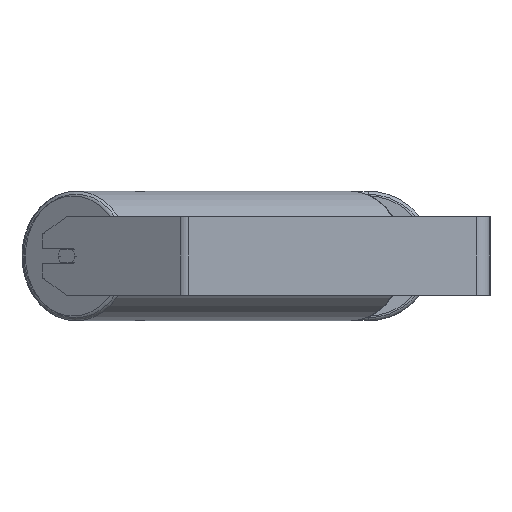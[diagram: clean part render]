
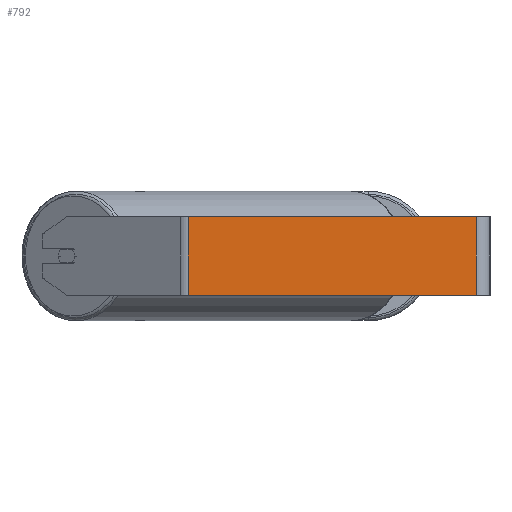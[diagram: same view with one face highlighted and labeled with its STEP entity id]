
A CAD part, left-side view. The second image highlights one B-rep face of the part: STEP entity #792.
In plain terms, the highlighted planar face has unit normal (-1, 0, 0).
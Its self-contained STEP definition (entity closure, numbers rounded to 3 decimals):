
#364 = EDGE_CURVE ( 'NONE', #4155, #6828, #6557, .T. ) ;
#487 = PLANE ( 'NONE',  #6249 ) ;
#792 = ADVANCED_FACE ( 'NONE', ( #7886 ), #487, .F. ) ;
#961 = LINE ( 'NONE', #7055, #7248 ) ;
#1024 = CARTESIAN_POINT ( 'NONE',  ( -800., 309.495, 40. ) ) ;
#1464 = EDGE_CURVE ( 'NONE', #4146, #2532, #961, .T. ) ;
#1672 = DIRECTION ( 'NONE',  ( 0., -1., 0. ) ) ;
#2108 = CARTESIAN_POINT ( 'NONE',  ( -800., 14., 40. ) ) ;
#2532 = VERTEX_POINT ( 'NONE', #7758 ) ;
#2683 = DIRECTION ( 'NONE',  ( 0., 0., -1. ) ) ;
#2752 = ORIENTED_EDGE ( 'NONE', *, *, #6973, .F. ) ;
#2933 = EDGE_CURVE ( 'NONE', #4155, #4146, #6458, .T. ) ;
#3027 = VECTOR ( 'NONE', #5903, 1000. ) ;
#3374 = CARTESIAN_POINT ( 'NONE',  ( -800., 309.495, -40. ) ) ;
#3428 = EDGE_LOOP ( 'NONE', ( #8278, #2752, #8531, #7755 ) ) ;
#3643 = VECTOR ( 'NONE', #2683, 1000. ) ;
#3761 = DIRECTION ( 'NONE',  ( 1., 0., 0. ) ) ;
#4146 = VERTEX_POINT ( 'NONE', #3374 ) ;
#4155 = VERTEX_POINT ( 'NONE', #4745 ) ;
#4471 = CARTESIAN_POINT ( 'NONE',  ( -800., 313.909, 40. ) ) ;
#4745 = CARTESIAN_POINT ( 'NONE',  ( -800., 309.495, 40. ) ) ;
#5048 = DIRECTION ( 'NONE',  ( 0., 0., -1. ) ) ;
#5260 = CARTESIAN_POINT ( 'NONE',  ( -800., 14., 40. ) ) ;
#5304 = VECTOR ( 'NONE', #5048, 1000. ) ;
#5903 = DIRECTION ( 'NONE',  ( 0., -1., 0. ) ) ;
#6053 = LINE ( 'NONE', #2108, #3643 ) ;
#6249 = AXIS2_PLACEMENT_3D ( 'NONE', #4471, #3761, #8679 ) ;
#6458 = LINE ( 'NONE', #1024, #5304 ) ;
#6557 = LINE ( 'NONE', #7177, #3027 ) ;
#6828 = VERTEX_POINT ( 'NONE', #5260 ) ;
#6973 = EDGE_CURVE ( 'NONE', #6828, #2532, #6053, .T. ) ;
#7055 = CARTESIAN_POINT ( 'NONE',  ( -800., 313.909, -40. ) ) ;
#7177 = CARTESIAN_POINT ( 'NONE',  ( -800., 313.909, 40. ) ) ;
#7248 = VECTOR ( 'NONE', #1672, 1000. ) ;
#7755 = ORIENTED_EDGE ( 'NONE', *, *, #2933, .T. ) ;
#7758 = CARTESIAN_POINT ( 'NONE',  ( -800., 14., -40. ) ) ;
#7886 = FACE_OUTER_BOUND ( 'NONE', #3428, .T. ) ;
#8278 = ORIENTED_EDGE ( 'NONE', *, *, #1464, .T. ) ;
#8531 = ORIENTED_EDGE ( 'NONE', *, *, #364, .F. ) ;
#8679 = DIRECTION ( 'NONE',  ( 0., 0., -1. ) ) ;
